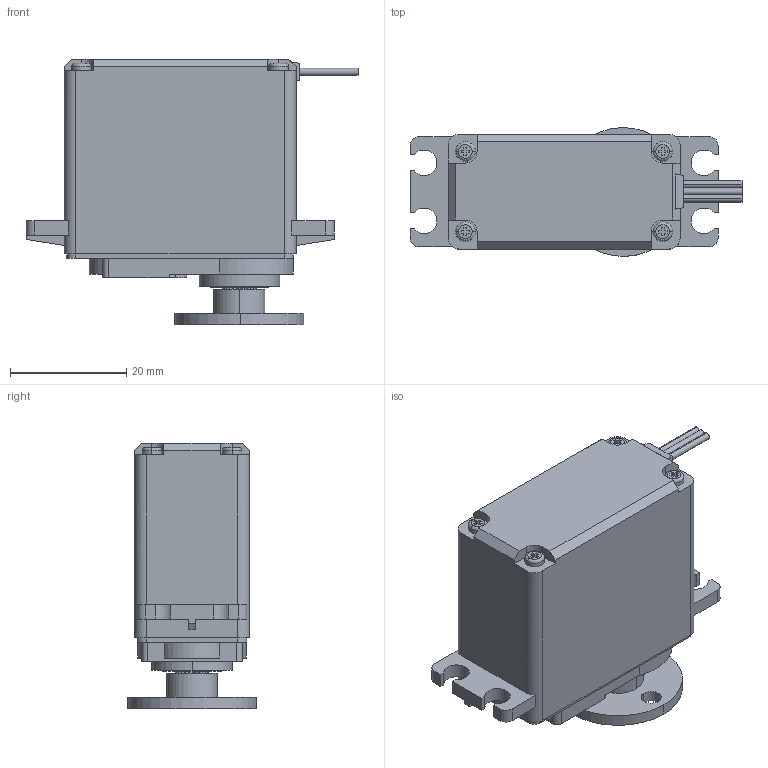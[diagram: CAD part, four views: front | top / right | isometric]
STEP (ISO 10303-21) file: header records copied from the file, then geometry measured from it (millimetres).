
FILE_DESCRIPTION (( 'STEP AP214' ), '1' );
FILE_NAME ('39197_TXM-485HB Standard Servo with Horn.STEP', '2017-01-16T17:12:59', ( '' ), ( '' ), 'SwSTEP 2.0', 'SolidWorks 2016', '' );
FILE_SCHEMA (( 'AUTOMOTIVE_DESIGN' ));
Length unit declared in the file: millimetre
Products named in the file (2): 39197_TXM-485HB Standard Servo with Horn
Bounding box: 57.22 x 22.2 x 45.84 mm (x, y, z)
Volume: 30297.1 mm3; surface area: 7871.3 mm2
Topology: 2 solids, 2 shells, 257 faces, 697 edges, 460 vertices
Faces by surface type: plane 185, cylinder 64, bspline 8
Entity records: 11021 total; most frequent: CARTESIAN_POINT 1557, ORIENTED_EDGE 1388, DIRECTION 1332, EDGE_CURVE 694, VECTOR 542, LINE 542, VERTEX_POINT 460, AXIS2_PLACEMENT_3D 395
